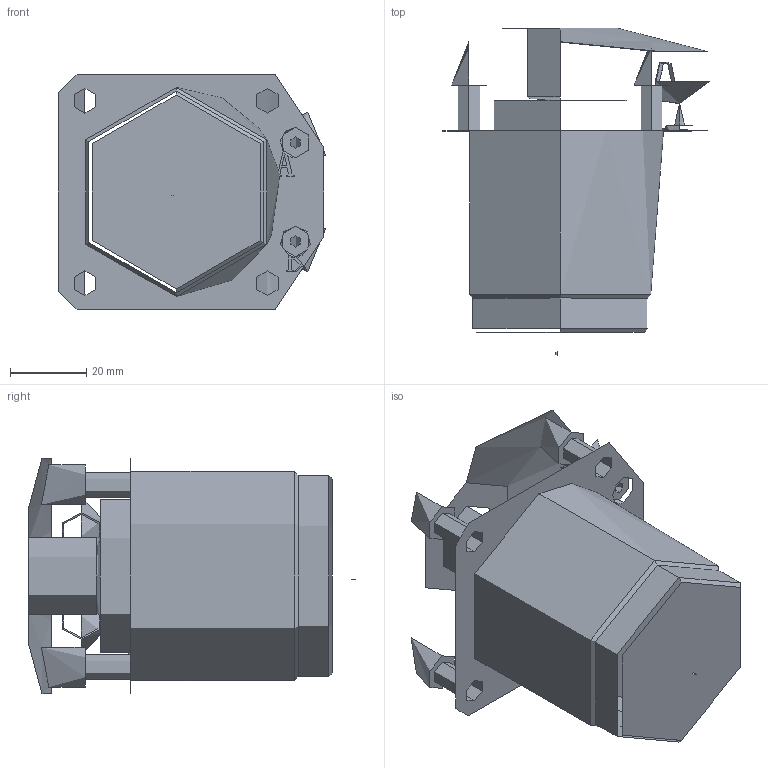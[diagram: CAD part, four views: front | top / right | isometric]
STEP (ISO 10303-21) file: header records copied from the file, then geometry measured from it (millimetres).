
FILE_DESCRIPTION (( 'STEP AP203' ), '1' );
FILE_NAME ('HNUD-40.STEP', '2020-09-15T07:19:03', ( '微软用户' ), ( '微软中国' ), 'SwSTEP 2.0', 'SolidWorks 2012', '' );
FILE_SCHEMA (( 'CONFIG_CONTROL_DESIGN' ));
Length unit declared in the file: millimetre
Products named in the file (6): HNUD-40; circlips for shaft--type a small gb_GB_CONNECTING_PIECE_RING_RRA 8; HNUD-40种; HNUD-40邧旋; HNUD-40活塞杆; HNU-40掛极
Assembly tree (6 placements, depth 2):
  HNUD-40
    HNU-40掛极
    HNUD-40活塞杆
    HNUD-40邧旋
    HNUD-40种
    circlips for shaft--type a small gb_GB_CONNECTING_PIECE_RING_RRA 8  x2
Bounding box: 70.33 x 86.18 x 62 mm (x, y, z)
Topology: 1 solids, 1 shells, 116 faces, 281 edges, 192 vertices
Faces by surface type: plane 49, cylinder 39, bspline 14, cone 14
Full cylindrical faces by diameter (mm): 8 x2, 10.5 x4, 10.7 x2, 20 x1, 40 x1, 53 x1, 81 x1
Entity records: 7751 total; most frequent: CARTESIAN_POINT 2372, DIRECTION 1013, ORIENTED_EDGE 962, EDGE_CURVE 495, AXIS2_PLACEMENT_3D 379, VERTEX_POINT 320, LINE 256, VECTOR 256
